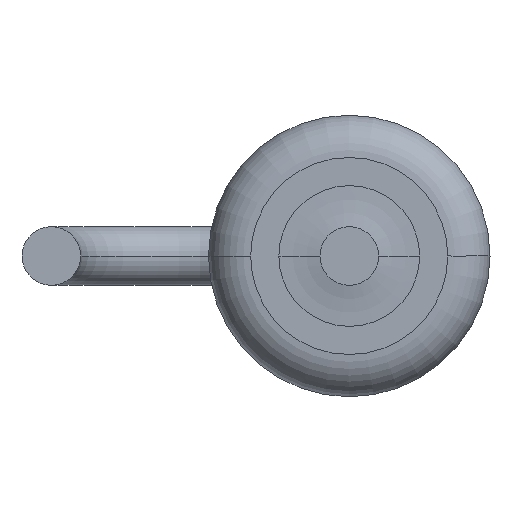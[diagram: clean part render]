
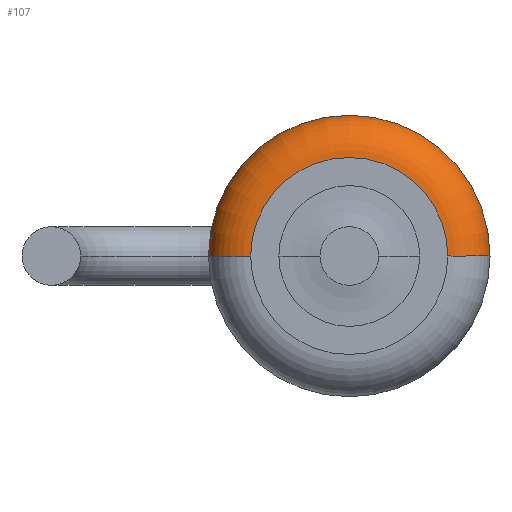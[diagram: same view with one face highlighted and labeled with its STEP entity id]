
A CAD part, front view. The second image highlights one B-rep face of the part: STEP entity #107.
In plain terms, the highlighted toroidal (fillet/blend) face has major radius 0.84 mm and minor radius 0.36 mm.
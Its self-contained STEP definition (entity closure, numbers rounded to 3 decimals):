
#51 = ORIENTED_EDGE ( 'NONE', *, *, #1700, .T. ) ;
#61 = DIRECTION ( 'NONE',  ( 0., 1., 0. ) ) ;
#71 = AXIS2_PLACEMENT_3D ( 'NONE', #1114, #1687, #370 ) ;
#107 = ADVANCED_FACE ( 'NONE', ( #1490 ), #1660, .T. ) ;
#118 = AXIS2_PLACEMENT_3D ( 'NONE', #1536, #1726, #1853 ) ;
#196 = DIRECTION ( 'NONE',  ( 0., 0., -1. ) ) ;
#250 = CARTESIAN_POINT ( 'NONE',  ( -1.2, -2.64, 0. ) ) ;
#259 = CARTESIAN_POINT ( 'NONE',  ( 1.2, -2.64, 0. ) ) ;
#271 = CIRCLE ( 'NONE', #962, 1.2 ) ;
#341 = CARTESIAN_POINT ( 'NONE',  ( -0.84, -2.64, 0. ) ) ;
#370 = DIRECTION ( 'NONE',  ( -1., 0., 0. ) ) ;
#371 = DIRECTION ( 'NONE',  ( -1., 0., 0. ) ) ;
#379 = EDGE_CURVE ( 'NONE', #1718, #520, #928, .T. ) ;
#388 = VERTEX_POINT ( 'NONE', #259 ) ;
#520 = VERTEX_POINT ( 'NONE', #1863 ) ;
#538 = CARTESIAN_POINT ( 'NONE',  ( 0.84, -3., 0. ) ) ;
#556 = ORIENTED_EDGE ( 'NONE', *, *, #1585, .F. ) ;
#560 = CIRCLE ( 'NONE', #118, 0.36 ) ;
#589 = AXIS2_PLACEMENT_3D ( 'NONE', #704, #61, #840 ) ;
#704 = CARTESIAN_POINT ( 'NONE',  ( 0., -2.64, 0. ) ) ;
#840 = DIRECTION ( 'NONE',  ( -1., 0., 0. ) ) ;
#855 = DIRECTION ( 'NONE',  ( 0., 1., 0. ) ) ;
#873 = EDGE_LOOP ( 'NONE', ( #1871, #51, #1782, #556 ) ) ;
#928 = CIRCLE ( 'NONE', #71, 0.84 ) ;
#962 = AXIS2_PLACEMENT_3D ( 'NONE', #1132, #855, #371 ) ;
#1024 = AXIS2_PLACEMENT_3D ( 'NONE', #341, #196, #1693 ) ;
#1114 = CARTESIAN_POINT ( 'NONE',  ( 0., -3., 0. ) ) ;
#1132 = CARTESIAN_POINT ( 'NONE',  ( 0., -2.64, 0. ) ) ;
#1180 = EDGE_CURVE ( 'NONE', #1777, #388, #271, .T. ) ;
#1490 = FACE_OUTER_BOUND ( 'NONE', #873, .T. ) ;
#1536 = CARTESIAN_POINT ( 'NONE',  ( 0.84, -2.64, 0. ) ) ;
#1585 = EDGE_CURVE ( 'NONE', #520, #1777, #1716, .T. ) ;
#1660 = TOROIDAL_SURFACE ( 'NONE', #589, 0.84, 0.36 ) ;
#1687 = DIRECTION ( 'NONE',  ( 0., -1., 0. ) ) ;
#1693 = DIRECTION ( 'NONE',  ( -1., 0., 0. ) ) ;
#1700 = EDGE_CURVE ( 'NONE', #1718, #388, #560, .T. ) ;
#1716 = CIRCLE ( 'NONE', #1024, 0.36 ) ;
#1718 = VERTEX_POINT ( 'NONE', #538 ) ;
#1726 = DIRECTION ( 'NONE',  ( 0., 0., 1. ) ) ;
#1777 = VERTEX_POINT ( 'NONE', #250 ) ;
#1782 = ORIENTED_EDGE ( 'NONE', *, *, #1180, .F. ) ;
#1853 = DIRECTION ( 'NONE',  ( 1., 0., 0. ) ) ;
#1863 = CARTESIAN_POINT ( 'NONE',  ( -0.84, -3., 0. ) ) ;
#1871 = ORIENTED_EDGE ( 'NONE', *, *, #379, .F. ) ;
